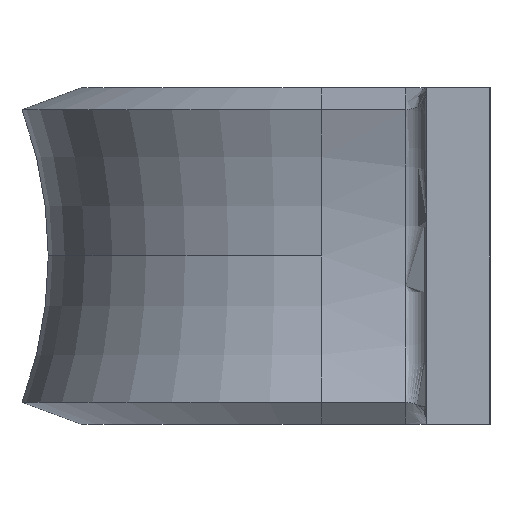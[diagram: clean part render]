
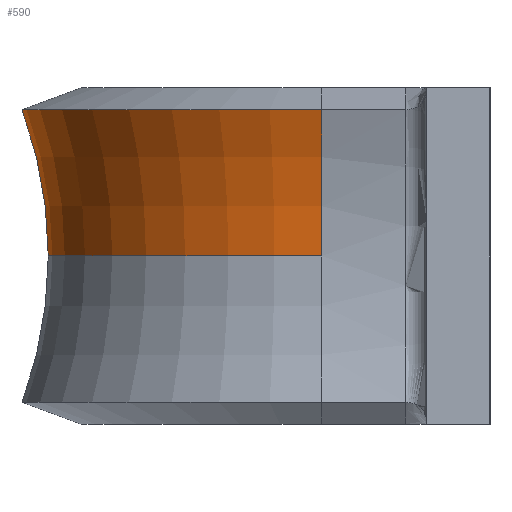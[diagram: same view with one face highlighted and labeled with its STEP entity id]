
A CAD part, left-side view. The second image highlights one B-rep face of the part: STEP entity #590.
In plain terms, the highlighted toroidal (fillet/blend) face has major radius 16.5 mm and minor radius 10 mm.
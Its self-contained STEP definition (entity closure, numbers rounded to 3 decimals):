
#3 = CARTESIAN_POINT ( 'NONE',  ( -6.5, 2.5, 0. ) ) ;
#7 = DIRECTION ( 'NONE',  ( 0., 0., -1. ) ) ;
#33 = DIRECTION ( 'NONE',  ( 0., 0., 1. ) ) ;
#59 = CIRCLE ( 'NONE', #1814, 7.124 ) ;
#89 = CARTESIAN_POINT ( 'NONE',  ( 0., 2.5, 3.478 ) ) ;
#235 = AXIS2_PLACEMENT_3D ( 'NONE', #1427, #1576, #822 ) ;
#238 = DIRECTION ( 'NONE',  ( 1., 0., 0. ) ) ;
#527 = CARTESIAN_POINT ( 'NONE',  ( 7.124, 2.5, 3.478 ) ) ;
#545 = VERTEX_POINT ( 'NONE', #1430 ) ;
#590 = ADVANCED_FACE ( 'NONE', ( #1149 ), #1156, .F. ) ;
#591 = ORIENTED_EDGE ( 'NONE', *, *, #1591, .F. ) ;
#653 = AXIS2_PLACEMENT_3D ( 'NONE', #738, #1801, #7 ) ;
#665 = EDGE_CURVE ( 'NONE', #811, #957, #1241, .T. ) ;
#738 = CARTESIAN_POINT ( 'NONE',  ( 16.5, 2.5, 0. ) ) ;
#739 = CARTESIAN_POINT ( 'NONE',  ( 0., 2.5, 0. ) ) ;
#790 = ORIENTED_EDGE ( 'NONE', *, *, #941, .T. ) ;
#811 = VERTEX_POINT ( 'NONE', #1199 ) ;
#822 = DIRECTION ( 'NONE',  ( 0., 0., -1. ) ) ;
#885 = ORIENTED_EDGE ( 'NONE', *, *, #665, .T. ) ;
#941 = EDGE_CURVE ( 'NONE', #1535, #811, #948, .T. ) ;
#948 = CIRCLE ( 'NONE', #653, 10. ) ;
#957 = VERTEX_POINT ( 'NONE', #3 ) ;
#976 = CIRCLE ( 'NONE', #235, 10. ) ;
#1029 = DIRECTION ( 'NONE',  ( 1., 0., 0. ) ) ;
#1050 = DIRECTION ( 'NONE',  ( 1., 0., 0. ) ) ;
#1073 = AXIS2_PLACEMENT_3D ( 'NONE', #739, #33, #1050 ) ;
#1124 = DIRECTION ( 'NONE',  ( 0., 0., 1. ) ) ;
#1149 = FACE_OUTER_BOUND ( 'NONE', #1702, .T. ) ;
#1156 = TOROIDAL_SURFACE ( 'NONE', #1212, 16.5, 10. ) ;
#1199 = CARTESIAN_POINT ( 'NONE',  ( 6.5, 2.5, 0. ) ) ;
#1212 = AXIS2_PLACEMENT_3D ( 'NONE', #1339, #1795, #1029 ) ;
#1241 = CIRCLE ( 'NONE', #1073, 6.5 ) ;
#1339 = CARTESIAN_POINT ( 'NONE',  ( 0., 2.5, 0. ) ) ;
#1427 = CARTESIAN_POINT ( 'NONE',  ( -16.5, 2.5, 0. ) ) ;
#1430 = CARTESIAN_POINT ( 'NONE',  ( -7.124, 2.5, 3.478 ) ) ;
#1535 = VERTEX_POINT ( 'NONE', #527 ) ;
#1538 = ORIENTED_EDGE ( 'NONE', *, *, #1829, .F. ) ;
#1576 = DIRECTION ( 'NONE',  ( 0., 1., 0. ) ) ;
#1591 = EDGE_CURVE ( 'NONE', #545, #957, #976, .T. ) ;
#1702 = EDGE_LOOP ( 'NONE', ( #790, #885, #591, #1538 ) ) ;
#1795 = DIRECTION ( 'NONE',  ( 0., 0., 1. ) ) ;
#1801 = DIRECTION ( 'NONE',  ( 0., -1., 0. ) ) ;
#1814 = AXIS2_PLACEMENT_3D ( 'NONE', #89, #1124, #238 ) ;
#1829 = EDGE_CURVE ( 'NONE', #1535, #545, #59, .T. ) ;
